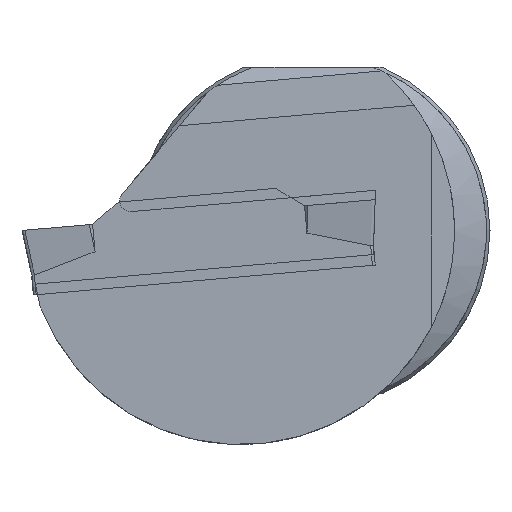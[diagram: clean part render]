
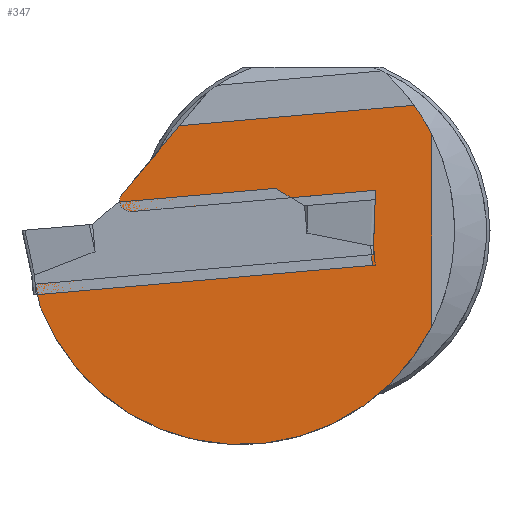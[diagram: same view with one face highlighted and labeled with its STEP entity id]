
A CAD part, left-side view. The second image highlights one B-rep face of the part: STEP entity #347.
In plain terms, the highlighted planar face has unit normal (-1, 0, 0).
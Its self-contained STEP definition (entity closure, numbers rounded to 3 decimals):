
#304=CIRCLE('',#1332,15.1);
#305=CIRCLE('',#1333,15.1);
#306=CIRCLE('',#1334,0.8);
#347=ADVANCED_FACE('',(#442),#395,.T.);
#395=PLANE('',#1335);
#442=FACE_OUTER_BOUND('',#498,.T.);
#498=EDGE_LOOP('',(#707,#708,#709,#710,#711,#712,#713,#714,#715,#716));
#707=ORIENTED_EDGE('',*,*,#1033,.T.);
#708=ORIENTED_EDGE('',*,*,#1034,.T.);
#709=ORIENTED_EDGE('',*,*,#1035,.F.);
#710=ORIENTED_EDGE('',*,*,#1036,.F.);
#711=ORIENTED_EDGE('',*,*,#1037,.F.);
#712=ORIENTED_EDGE('',*,*,#1038,.F.);
#713=ORIENTED_EDGE('',*,*,#1039,.F.);
#714=ORIENTED_EDGE('',*,*,#1040,.F.);
#715=ORIENTED_EDGE('',*,*,#1041,.T.);
#716=ORIENTED_EDGE('',*,*,#1042,.T.);
#907=VERTEX_POINT('',#1957);
#908=VERTEX_POINT('',#1958);
#909=VERTEX_POINT('',#1960);
#910=VERTEX_POINT('',#1962);
#911=VERTEX_POINT('',#1964);
#912=VERTEX_POINT('',#1966);
#913=VERTEX_POINT('',#1968);
#914=VERTEX_POINT('',#1970);
#915=VERTEX_POINT('',#1972);
#916=VERTEX_POINT('',#1974);
#1033=EDGE_CURVE('',#907,#908,#1154,.T.);
#1034=EDGE_CURVE('',#908,#909,#1155,.T.);
#1035=EDGE_CURVE('',#910,#909,#1156,.T.);
#1036=EDGE_CURVE('',#911,#910,#304,.T.);
#1037=EDGE_CURVE('',#912,#911,#1157,.T.);
#1038=EDGE_CURVE('',#913,#912,#305,.T.);
#1039=EDGE_CURVE('',#914,#913,#1158,.T.);
#1040=EDGE_CURVE('',#915,#914,#1159,.T.);
#1041=EDGE_CURVE('',#915,#916,#306,.T.);
#1042=EDGE_CURVE('',#916,#907,#1160,.T.);
#1154=LINE('',#1956,#1245);
#1155=LINE('',#1959,#1246);
#1156=LINE('',#1961,#1247);
#1157=LINE('',#1965,#1248);
#1158=LINE('',#1969,#1249);
#1159=LINE('',#1971,#1250);
#1160=LINE('',#1975,#1251);
#1245=VECTOR('',#1540,1.);
#1246=VECTOR('',#1541,1.);
#1247=VECTOR('',#1542,1.);
#1248=VECTOR('',#1545,1.);
#1249=VECTOR('',#1548,1.);
#1250=VECTOR('',#1549,1.);
#1251=VECTOR('',#1552,1.);
#1332=AXIS2_PLACEMENT_3D('',#1963,#1543,#1544);
#1333=AXIS2_PLACEMENT_3D('',#1967,#1546,#1547);
#1334=AXIS2_PLACEMENT_3D('',#1973,#1550,#1551);
#1335=AXIS2_PLACEMENT_3D('',#1976,#1553,#1554);
#1540=DIRECTION('',(0.,0.035,-0.999));
#1541=DIRECTION('',(0.,0.996,-0.087));
#1542=DIRECTION('',(0.,0.208,0.978));
#1543=DIRECTION('',(1.,0.,0.));
#1544=DIRECTION('',(0.,0.,1.));
#1545=DIRECTION('',(0.,0.,-1.));
#1546=DIRECTION('',(1.,0.,0.));
#1547=DIRECTION('',(0.,0.,1.));
#1548=DIRECTION('',(0.,-0.996,0.087));
#1549=DIRECTION('',(0.,-0.643,0.766));
#1550=DIRECTION('',(-1.,0.,0.));
#1551=DIRECTION('',(0.,1.,0.));
#1552=DIRECTION('',(0.,-0.996,0.087));
#1553=DIRECTION('',(-1.,0.,0.));
#1554=DIRECTION('',(0.,0.,1.));
#1956=CARTESIAN_POINT('',(0.4,-4.295,-0.958));
#1957=CARTESIAN_POINT('',(0.4,-4.428,2.833));
#1958=CARTESIAN_POINT('',(0.4,-4.269,-1.698));
#1959=CARTESIAN_POINT('',(0.4,21.081,-3.916));
#1960=CARTESIAN_POINT('',(0.4,19.559,-3.782));
#1961=CARTESIAN_POINT('',(0.4,19.483,-4.141));
#1962=CARTESIAN_POINT('',(0.4,19.232,-5.319));
#1963=CARTESIAN_POINT('',(0.4,5.1,0.));
#1964=CARTESIAN_POINT('',(0.4,-8.4,-6.765));
#1965=CARTESIAN_POINT('',(0.4,-8.4,0.));
#1966=CARTESIAN_POINT('',(0.4,-8.4,6.765));
#1967=CARTESIAN_POINT('',(0.4,5.1,0.));
#1968=CARTESIAN_POINT('',(0.4,-7.148,8.832));
#1969=CARTESIAN_POINT('',(0.4,0.713,8.144));
#1970=CARTESIAN_POINT('',(0.4,9.386,7.385));
#1971=CARTESIAN_POINT('',(0.4,9.144,7.673));
#1972=CARTESIAN_POINT('',(0.4,13.572,2.396));
#1973=CARTESIAN_POINT('',(0.4,12.819,2.128));
#1974=CARTESIAN_POINT('',(0.4,12.749,1.331));
#1975=CARTESIAN_POINT('',(0.4,1.542,2.311));
#1976=CARTESIAN_POINT('',(0.4,0.,0.));
